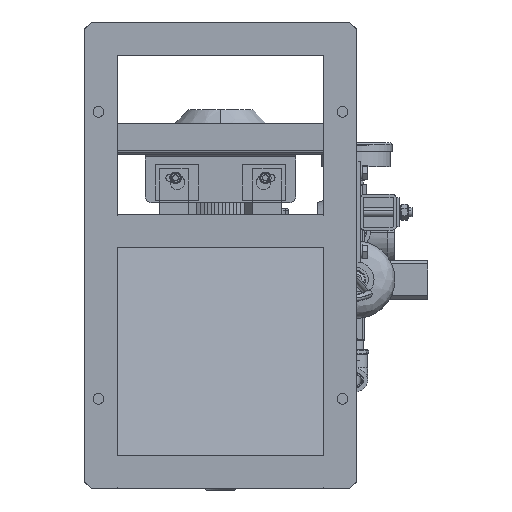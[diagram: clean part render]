
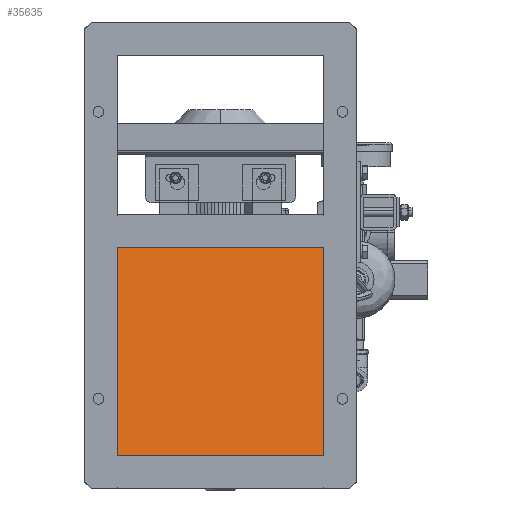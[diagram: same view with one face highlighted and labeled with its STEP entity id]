
A CAD part, front view. The second image highlights one B-rep face of the part: STEP entity #35635.
In plain terms, the highlighted planar face has unit normal (0, -0.985, 0.17).
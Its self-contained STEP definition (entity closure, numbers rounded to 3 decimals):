
#6742 = FACE_OUTER_BOUND ( 'NONE', #51428, .T. ) ;
#8432 = CARTESIAN_POINT ( 'NONE',  ( -144., -202.985, 211. ) ) ;
#11845 = DIRECTION ( 'NONE',  ( -1., 0., 0. ) ) ;
#17071 = VERTEX_POINT ( 'NONE', #35729 ) ;
#18658 = DIRECTION ( 'NONE',  ( 0., 0.985, -0.17 ) ) ;
#19688 = DIRECTION ( 'NONE',  ( 0., -0.17, -0.985 ) ) ;
#20182 = DIRECTION ( 'NONE',  ( 0., -0.17, -0.985 ) ) ;
#20393 = CARTESIAN_POINT ( 'NONE',  ( -144., -252.985, -78.657 ) ) ;
#21396 = CARTESIAN_POINT ( 'NONE',  ( 144., -252.985, -78.657 ) ) ;
#30006 = CARTESIAN_POINT ( 'NONE',  ( 144., -252.985, -78.657 ) ) ;
#31842 = VECTOR ( 'NONE', #19688, 1000. ) ;
#31928 = VECTOR ( 'NONE', #103294, 1000. ) ;
#32856 = CARTESIAN_POINT ( 'NONE',  ( 144., -252.985, -78.657 ) ) ;
#35635 = ADVANCED_FACE ( 'NONE', ( #6742 ), #82556, .F. ) ;
#35729 = CARTESIAN_POINT ( 'NONE',  ( 144., -202.985, 211. ) ) ;
#35768 = AXIS2_PLACEMENT_3D ( 'NONE', #32856, #18658, #68079 ) ;
#38527 = ORIENTED_EDGE ( 'NONE', *, *, #47608, .F. ) ;
#41596 = VECTOR ( 'NONE', #11845, 1000. ) ;
#47608 = EDGE_CURVE ( 'NONE', #17071, #86247, #75239, .T. ) ;
#50459 = ORIENTED_EDGE ( 'NONE', *, *, #62902, .T. ) ;
#51428 = EDGE_LOOP ( 'NONE', ( #50459, #85882, #101996, #38527 ) ) ;
#53207 = VECTOR ( 'NONE', #20182, 1000. ) ;
#57851 = LINE ( 'NONE', #20393, #31842 ) ;
#62902 = EDGE_CURVE ( 'NONE', #17071, #89376, #88247, .T. ) ;
#64631 = CARTESIAN_POINT ( 'NONE',  ( -144., -252.985, -78.657 ) ) ;
#68079 = DIRECTION ( 'NONE',  ( 0., 0.17, 0.985 ) ) ;
#75239 = LINE ( 'NONE', #103953, #53207 ) ;
#82556 = PLANE ( 'NONE',  #35768 ) ;
#83958 = VERTEX_POINT ( 'NONE', #64631 ) ;
#85882 = ORIENTED_EDGE ( 'NONE', *, *, #100142, .T. ) ;
#86247 = VERTEX_POINT ( 'NONE', #21396 ) ;
#88247 = LINE ( 'NONE', #103259, #41596 ) ;
#89376 = VERTEX_POINT ( 'NONE', #8432 ) ;
#91038 = EDGE_CURVE ( 'NONE', #86247, #83958, #103323, .T. ) ;
#100142 = EDGE_CURVE ( 'NONE', #89376, #83958, #57851, .T. ) ;
#101996 = ORIENTED_EDGE ( 'NONE', *, *, #91038, .F. ) ;
#103259 = CARTESIAN_POINT ( 'NONE',  ( 144., -202.985, 211. ) ) ;
#103294 = DIRECTION ( 'NONE',  ( -1., 0., 0. ) ) ;
#103323 = LINE ( 'NONE', #30006, #31928 ) ;
#103953 = CARTESIAN_POINT ( 'NONE',  ( 144., -252.985, -78.657 ) ) ;
